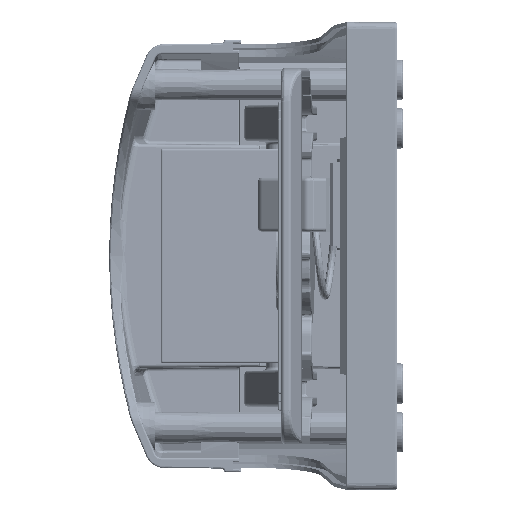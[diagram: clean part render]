
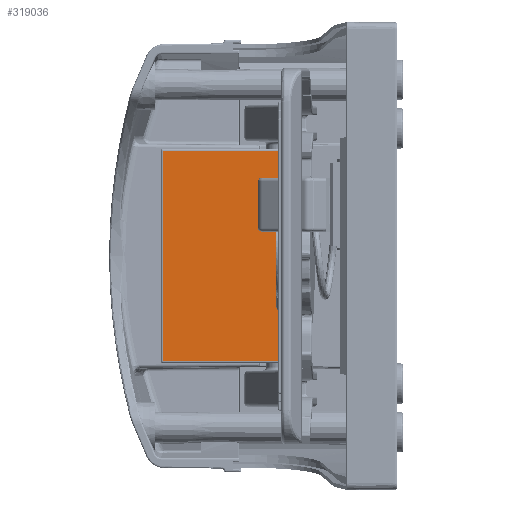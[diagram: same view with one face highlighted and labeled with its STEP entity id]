
A CAD part, left-side view. The second image highlights one B-rep face of the part: STEP entity #319036.
In plain terms, the highlighted planar face has unit normal (-1, -0.009, 0).
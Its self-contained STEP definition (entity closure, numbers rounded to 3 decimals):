
#4435 = VECTOR ( 'NONE', #304110, 1000. ) ;
#6730 = DIRECTION ( 'NONE',  ( -1., -0.009, 0. ) ) ;
#6734 = EDGE_CURVE ( 'NONE', #8611, #121446, #210383, .T. ) ;
#8611 = VERTEX_POINT ( 'NONE', #144567 ) ;
#9938 = VECTOR ( 'NONE', #297606, 1000. ) ;
#16614 = VERTEX_POINT ( 'NONE', #54357 ) ;
#20837 = DIRECTION ( 'NONE',  ( 0., 0., 1. ) ) ;
#28550 = VECTOR ( 'NONE', #20837, 1000. ) ;
#50138 = CARTESIAN_POINT ( 'NONE',  ( 125.89, 176.016, 108.345 ) ) ;
#52475 = LINE ( 'NONE', #74975, #320727 ) ;
#54357 = CARTESIAN_POINT ( 'NONE',  ( 125.89, 176.016, 108.925 ) ) ;
#71680 = FACE_OUTER_BOUND ( 'NONE', #97219, .T. ) ;
#74975 = CARTESIAN_POINT ( 'NONE',  ( 126.236, 136.281, 108.925 ) ) ;
#83750 = ORIENTED_EDGE ( 'NONE', *, *, #283326, .T. ) ;
#97219 = EDGE_LOOP ( 'NONE', ( #106352, #300374, #257063, #83750 ) ) ;
#105573 = PLANE ( 'NONE',  #248112 ) ;
#106352 = ORIENTED_EDGE ( 'NONE', *, *, #6734, .T. ) ;
#106630 = DIRECTION ( 'NONE',  ( -0.009, 1., 0. ) ) ;
#121446 = VERTEX_POINT ( 'NONE', #270317 ) ;
#121633 = LINE ( 'NONE', #173775, #28550 ) ;
#128145 = EDGE_CURVE ( 'NONE', #16614, #155736, #52475, .T. ) ;
#144567 = CARTESIAN_POINT ( 'NONE',  ( 126.231, 136.86, 171.591 ) ) ;
#155736 = VERTEX_POINT ( 'NONE', #256741 ) ;
#173775 = CARTESIAN_POINT ( 'NONE',  ( 126.231, 136.86, 172.171 ) ) ;
#179259 = CARTESIAN_POINT ( 'NONE',  ( 125.885, 176.596, 171.591 ) ) ;
#197622 = DIRECTION ( 'NONE',  ( 0.009, -1., 0. ) ) ;
#210383 = LINE ( 'NONE', #179259, #4435 ) ;
#247051 = EDGE_CURVE ( 'NONE', #121446, #16614, #301172, .T. ) ;
#248112 = AXIS2_PLACEMENT_3D ( 'NONE', #279188, #6730, #106630 ) ;
#256741 = CARTESIAN_POINT ( 'NONE',  ( 126.231, 136.86, 108.925 ) ) ;
#257063 = ORIENTED_EDGE ( 'NONE', *, *, #128145, .T. ) ;
#270317 = CARTESIAN_POINT ( 'NONE',  ( 125.89, 176.016, 171.591 ) ) ;
#279188 = CARTESIAN_POINT ( 'NONE',  ( 125.618, 207.191, 165.249 ) ) ;
#283326 = EDGE_CURVE ( 'NONE', #155736, #8611, #121633, .T. ) ;
#297606 = DIRECTION ( 'NONE',  ( 0., 0., -1. ) ) ;
#300374 = ORIENTED_EDGE ( 'NONE', *, *, #247051, .T. ) ;
#301172 = LINE ( 'NONE', #50138, #9938 ) ;
#304110 = DIRECTION ( 'NONE',  ( -0.009, 1., 0. ) ) ;
#319036 = ADVANCED_FACE ( 'NONE', ( #71680 ), #105573, .T. ) ;
#320727 = VECTOR ( 'NONE', #197622, 1000. ) ;
